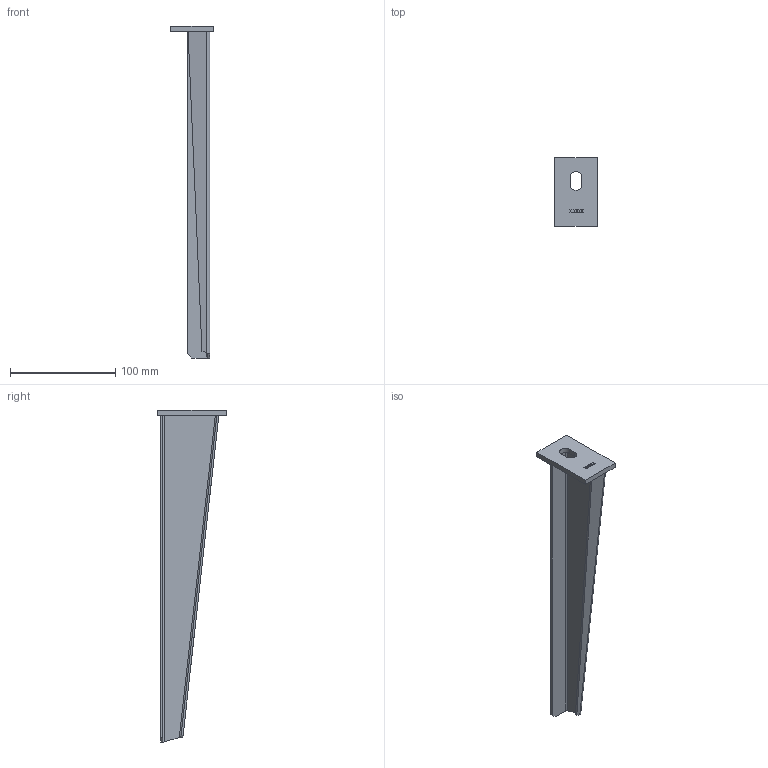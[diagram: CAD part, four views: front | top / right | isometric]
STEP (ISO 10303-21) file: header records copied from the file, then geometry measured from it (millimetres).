
FILE_DESCRIPTION((''),'2;1');
FILE_NAME('6420710_ORG_ASM','2012-06-19T',('AndreasKeweloh'),(''),'PRO/ENGINEER BY PARAMETRIC TECHNOLOGY CORPORATION, 2012060','PRO/ENGINEER BY PARAMETRIC TECHNOLOGY CORPORATION, 2012060','');
FILE_SCHEMA(('CONFIG_CONTROL_DESIGN'));
Length unit declared in the file: millimetre
Products named in the file (4): KTS_04_020-031; KTS_04_019-055_AS15-31_ODER_AW1; ASM0001_ASM; 6420710_ORG_ASM
Assembly tree (3 placements, depth 3):
  6420710_ORG_ASM
    ASM0001_ASM
      KTS_04_020-031
      KTS_04_019-055_AS15-31_ODER_AW1
Bounding box: 40 x 65 x 315 mm (x, y, z)
Volume: 51393.6 mm3; surface area: 49086.5 mm2
Topology: 2 solids, 2 shells, 452 faces, 1210 edges, 802 vertices
Faces by surface type: plane 326, extrusion 84, cylinder 39, bspline 3
Entity records: 16705 total; most frequent: CARTESIAN_POINT 5555, ORIENTED_EDGE 2420, DIRECTION 1945, EDGE_CURVE 1210, VECTOR 1041, LINE 957, VERTEX_POINT 802, EDGE_LOOP 494
